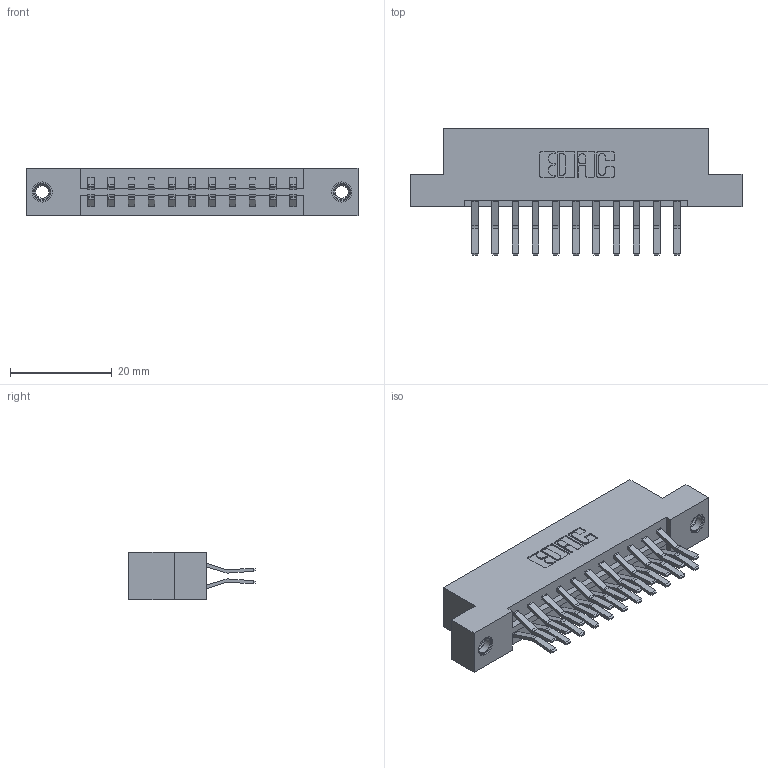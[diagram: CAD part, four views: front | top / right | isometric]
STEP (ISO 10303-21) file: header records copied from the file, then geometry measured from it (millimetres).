
FILE_DESCRIPTION (( 'STEP AP203' ), '1' );
FILE_NAME ('833-022-560-207.STEP', '2020-06-01T18:28:07', ( '' ), ( '' ), 'SwSTEP 2.0', 'SolidWorks 2020', '' );
FILE_SCHEMA (( 'CONFIG_CONTROL_DESIGN' ));
Length unit declared in the file: inch
Products named in the file (4): 833-022-560-207; 345-292-001_560 Tail; 345-250-001_345-250-005-103; 833 Part_Flush - .156 Dia - TI
Assembly tree (25 placements, depth 2):
  833-022-560-207
    833 Part_Flush - .156 Dia - TI
    345-292-001_560 Tail  x22
    345-250-001_345-250-005-103  x2
Bounding box: 65.13 x 24.78 x 9.4 mm (x, y, z)
Volume: 6489.7 mm3; surface area: 7784.9 mm2
Topology: 25 solids, 25 shells, 1362 faces, 3989 edges, 2622 vertices
Faces by surface type: plane 894, cylinder 452, cone 12, torus 4
Entity records: 12360 total; most frequent: CARTESIAN_POINT 2069, ORIENTED_EDGE 1998, DIRECTION 1857, EDGE_CURVE 999, VECTOR 847, LINE 847, VERTEX_POINT 660, AXIS2_PLACEMENT_3D 505
